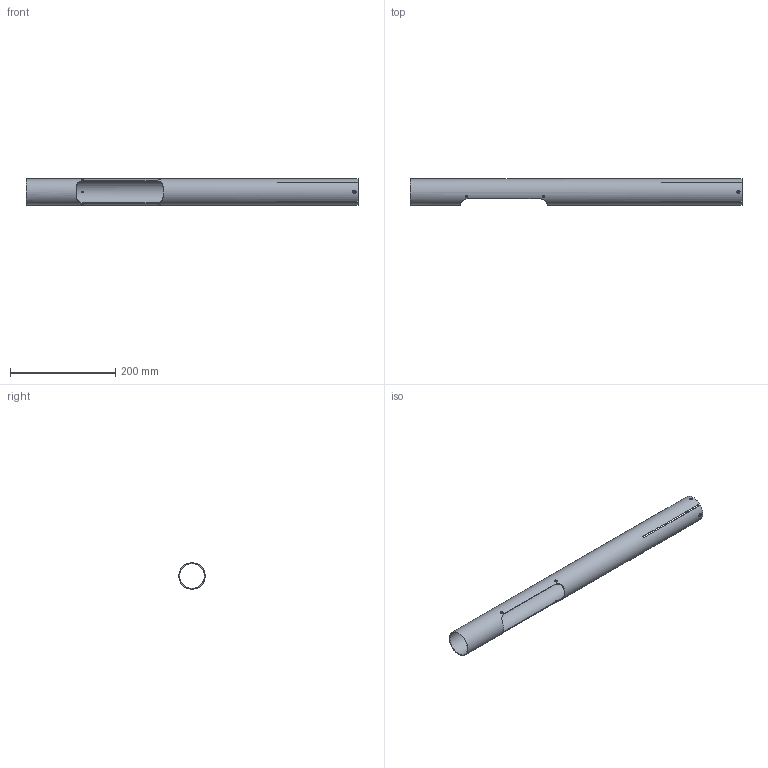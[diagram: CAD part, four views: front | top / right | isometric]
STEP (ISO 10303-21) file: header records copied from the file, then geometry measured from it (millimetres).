
FILE_DESCRIPTION(/* description */ (''),/* implementation_level */ '2;1');
FILE_NAME(/* name */ 'Tube.step',/* time_stamp */ '2023-09-28T00:21:28+02:00',/* author */ (''),/* organization */ (''),/* preprocessor_version */ 'ST-DEVELOPER v20',/* originating_system */ 'Autodesk Translation Framework v12.14.0.127',/* authorisation */ '');
FILE_SCHEMA (('AUTOMOTIVE_DESIGN { 1 0 10303 214 3 1 1 }'));
Length unit declared in the file: millimetre
Products named in the file (1): Tube
Bounding box: 630 x 50 x 50 mm (x, y, z)
Volume: 128809.9 mm3; surface area: 174871.6 mm2
Topology: 1 solids, 1 shells, 44 faces, 152 edges, 105 vertices
Faces by surface type: plane 21, cylinder 14, cone 9
Full cylindrical faces by diameter (mm): 2.5 x4, 5 x2, 47 x1, 50 x1
Entity records: 2393 total; most frequent: CARTESIAN_POINT 1072, ORIENTED_EDGE 304, DIRECTION 219, EDGE_CURVE 152, VERTEX_POINT 105, AXIS2_PLACEMENT_3D 77, LINE 65, VECTOR 65
